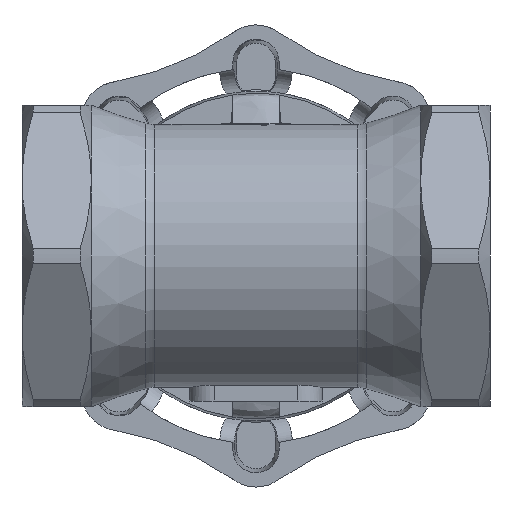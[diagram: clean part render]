
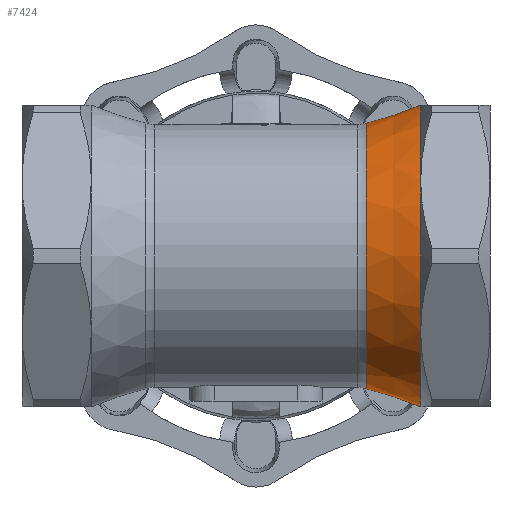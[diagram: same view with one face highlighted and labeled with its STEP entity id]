
A CAD part, front view. The second image highlights one B-rep face of the part: STEP entity #7424.
In plain terms, the highlighted conical face has half-angle 18.182 degrees and reference radius 26.1 mm.
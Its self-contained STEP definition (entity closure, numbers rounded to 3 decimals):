
#101=CONICAL_SURFACE('',#7979,26.1,0.317);
#404=B_SPLINE_CURVE_WITH_KNOTS('',3,(#11217,#11218,#11219,#11220),
 .UNSPECIFIED.,.F.,.F.,(4,4),(0.,0.006),
 .UNSPECIFIED.);
#405=B_SPLINE_CURVE_WITH_KNOTS('',3,(#11221,#11222,#11223,#11224,#11225),
 .UNSPECIFIED.,.F.,.F.,(4,1,4),(0.,0.003,
0.006),.UNSPECIFIED.);
#1107=CIRCLE('',#7832,24.547);
#1113=CIRCLE('',#7839,24.547);
#1164=CIRCLE('',#7931,26.1);
#1165=CIRCLE('',#7933,26.1);
#1166=CIRCLE('',#7935,26.1);
#1167=CIRCLE('',#7937,26.1);
#1168=CIRCLE('',#7939,26.1);
#1169=CIRCLE('',#7941,26.1);
#1174=CIRCLE('',#7955,26.1);
#1176=CIRCLE('',#7959,40684.565);
#1178=CIRCLE('',#7963,40684.565);
#1186=CIRCLE('',#7980,23.);
#1910=ORIENTED_EDGE('',*,*,#3920,.F.);
#1911=ORIENTED_EDGE('',*,*,#4096,.F.);
#1912=ORIENTED_EDGE('',*,*,#3927,.F.);
#1913=ORIENTED_EDGE('',*,*,#4097,.F.);
#1914=ORIENTED_EDGE('',*,*,#4072,.F.);
#1915=ORIENTED_EDGE('',*,*,#4069,.T.);
#1916=ORIENTED_EDGE('',*,*,#4056,.T.);
#1917=ORIENTED_EDGE('',*,*,#4059,.T.);
#1918=ORIENTED_EDGE('',*,*,#4053,.T.);
#1919=ORIENTED_EDGE('',*,*,#4062,.T.);
#1920=ORIENTED_EDGE('',*,*,#4050,.T.);
#1921=ORIENTED_EDGE('',*,*,#4046,.T.);
#1922=ORIENTED_EDGE('',*,*,#4077,.T.);
#1923=ORIENTED_EDGE('',*,*,#4098,.F.);
#3920=EDGE_CURVE('',#5092,#5093,#1107,.T.);
#3927=EDGE_CURVE('',#5099,#5100,#1113,.T.);
#4046=EDGE_CURVE('',#5181,#5180,#1164,.T.);
#4050=EDGE_CURVE('',#5182,#5181,#1165,.T.);
#4053=EDGE_CURVE('',#5183,#5184,#1166,.T.);
#4056=EDGE_CURVE('',#5185,#5186,#1167,.T.);
#4059=EDGE_CURVE('',#5186,#5183,#1168,.T.);
#4062=EDGE_CURVE('',#5184,#5182,#1169,.T.);
#4069=EDGE_CURVE('',#5188,#5185,#1174,.T.);
#4072=EDGE_CURVE('',#5188,#5189,#1176,.T.);
#4077=EDGE_CURVE('',#5180,#5192,#1178,.T.);
#4096=EDGE_CURVE('',#5100,#5092,#1186,.T.);
#4097=EDGE_CURVE('',#5189,#5099,#404,.T.);
#4098=EDGE_CURVE('',#5093,#5192,#405,.T.);
#5092=VERTEX_POINT('',#10611);
#5093=VERTEX_POINT('',#10613);
#5099=VERTEX_POINT('',#10629);
#5100=VERTEX_POINT('',#10631);
#5180=VERTEX_POINT('',#11009);
#5181=VERTEX_POINT('',#11011);
#5182=VERTEX_POINT('',#11021);
#5183=VERTEX_POINT('',#11032);
#5184=VERTEX_POINT('',#11037);
#5185=VERTEX_POINT('',#11044);
#5186=VERTEX_POINT('',#11049);
#5188=VERTEX_POINT('',#11094);
#5189=VERTEX_POINT('',#11099);
#5192=VERTEX_POINT('',#11109);
#6368=EDGE_LOOP('',(#1910,#1911,#1912,#1913,#1914,#1915,#1916,#1917,#1918,
#1919,#1920,#1921,#1922,#1923));
#6841=FACE_BOUND('',#6368,.T.);
#7424=ADVANCED_FACE('',(#6841),#101,.T.);
#7832=AXIS2_PLACEMENT_3D('',#10612,#8577,#8578);
#7839=AXIS2_PLACEMENT_3D('',#10630,#8591,#8592);
#7931=AXIS2_PLACEMENT_3D('',#11010,#8801,#8802);
#7933=AXIS2_PLACEMENT_3D('',#11026,#8805,#8806);
#7935=AXIS2_PLACEMENT_3D('',#11038,#8809,#8810);
#7937=AXIS2_PLACEMENT_3D('',#11050,#8813,#8814);
#7939=AXIS2_PLACEMENT_3D('',#11060,#8817,#8818);
#7941=AXIS2_PLACEMENT_3D('',#11070,#8821,#8822);
#7955=AXIS2_PLACEMENT_3D('',#11093,#8849,#8850);
#7959=AXIS2_PLACEMENT_3D('',#11100,#8858,#8859);
#7963=AXIS2_PLACEMENT_3D('',#11110,#8869,#8870);
#7979=AXIS2_PLACEMENT_3D('',#11215,#8909,#8910);
#7980=AXIS2_PLACEMENT_3D('',#11216,#8911,#8912);
#8577=DIRECTION('',(0.,1.,0.));
#8578=DIRECTION('',(-0.711,0.,0.704));
#8591=DIRECTION('',(0.,1.,0.));
#8592=DIRECTION('',(-0.694,0.,-0.72));
#8801=DIRECTION('',(-1.,0.,0.));
#8802=DIRECTION('',(0.,0.,1.));
#8805=DIRECTION('',(-1.,0.,0.));
#8806=DIRECTION('',(0.,0.,1.));
#8809=DIRECTION('',(-1.,0.,0.));
#8810=DIRECTION('',(0.,0.,1.));
#8813=DIRECTION('',(-1.,0.,0.));
#8814=DIRECTION('',(0.,0.,1.));
#8817=DIRECTION('',(-1.,0.,0.));
#8818=DIRECTION('',(0.,0.,1.));
#8821=DIRECTION('',(-1.,0.,0.));
#8822=DIRECTION('',(0.,0.,1.));
#8849=DIRECTION('',(-1.,0.,0.));
#8850=DIRECTION('',(0.,0.,1.));
#8858=DIRECTION('',(0.,0.,1.));
#8859=DIRECTION('',(-0.313,0.95,0.));
#8869=DIRECTION('',(0.,0.,1.));
#8870=DIRECTION('',(-0.313,0.95,0.));
#8909=DIRECTION('',(1.,0.,0.));
#8910=DIRECTION('',(0.,0.,-1.));
#8911=DIRECTION('',(-1.,0.,0.));
#8912=DIRECTION('',(0.,0.,1.));
#10611=CARTESIAN_POINT('',(19.06,21.75,7.478));
#10612=CARTESIAN_POINT('',(36.502,21.75,-9.794));
#10613=CARTESIAN_POINT('',(19.466,21.75,7.879));
#10629=CARTESIAN_POINT('',(19.466,21.75,-7.879));
#10630=CARTESIAN_POINT('',(36.502,21.75,9.794));
#10631=CARTESIAN_POINT('',(19.06,21.75,-7.478));
#11009=CARTESIAN_POINT('',(28.5,26.023,2.));
#11010=CARTESIAN_POINT('',(28.5,0.,0.));
#11011=CARTESIAN_POINT('',(28.5,22.603,13.05));
#11021=CARTESIAN_POINT('',(28.5,0.,26.1));
#11026=CARTESIAN_POINT('',(28.5,0.,0.));
#11032=CARTESIAN_POINT('',(28.5,-22.603,-13.05));
#11037=CARTESIAN_POINT('',(28.5,-22.603,13.05));
#11038=CARTESIAN_POINT('',(28.5,0.,0.));
#11044=CARTESIAN_POINT('',(28.5,22.603,-13.05));
#11049=CARTESIAN_POINT('',(28.5,0.,-26.1));
#11050=CARTESIAN_POINT('',(28.5,0.,0.));
#11060=CARTESIAN_POINT('',(28.5,0.,0.));
#11070=CARTESIAN_POINT('',(28.5,0.,0.));
#11093=CARTESIAN_POINT('',(28.5,0.,0.));
#11094=CARTESIAN_POINT('',(28.5,26.023,-2.));
#11099=CARTESIAN_POINT('',(20.905,23.521,-2.));
#11100=CARTESIAN_POINT('',(12757.068,-38616.148,-2.));
#11109=CARTESIAN_POINT('',(20.905,23.521,2.));
#11110=CARTESIAN_POINT('',(12757.068,-38616.148,2.));
#11215=CARTESIAN_POINT('',(28.5,0.,0.));
#11216=CARTESIAN_POINT('',(19.06,0.,0.));
#11217=CARTESIAN_POINT('',(20.905,23.521,-2.));
#11218=CARTESIAN_POINT('',(20.702,23.274,-4.113));
#11219=CARTESIAN_POINT('',(20.191,22.652,-6.087));
#11220=CARTESIAN_POINT('',(19.466,21.75,-7.879));
#11221=CARTESIAN_POINT('',(19.466,21.75,7.879));
#11222=CARTESIAN_POINT('',(19.828,22.201,6.984));
#11223=CARTESIAN_POINT('',(20.442,22.957,5.118));
#11224=CARTESIAN_POINT('',(20.804,23.397,3.056));
#11225=CARTESIAN_POINT('',(20.905,23.521,2.));
